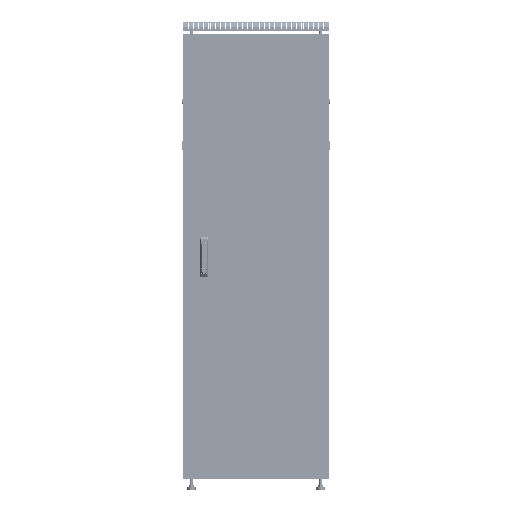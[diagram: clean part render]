
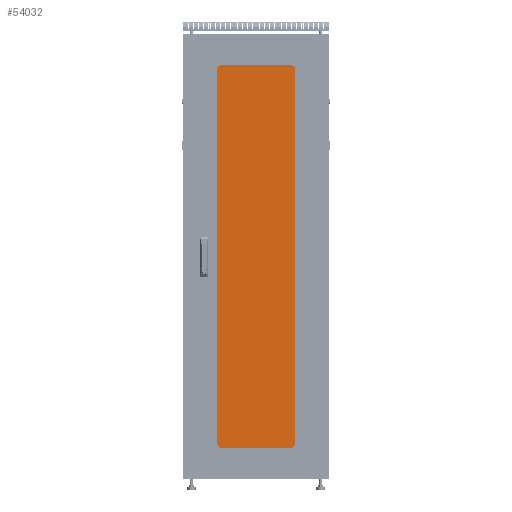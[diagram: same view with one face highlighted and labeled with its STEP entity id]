
A CAD part, top view. The second image highlights one B-rep face of the part: STEP entity #54032.
In plain terms, the highlighted planar face has unit normal (0, 0, 1).
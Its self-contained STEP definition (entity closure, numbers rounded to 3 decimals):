
#4324 = VERTEX_POINT ( 'NONE', #38907 ) ;
#4554 = EDGE_CURVE ( 'NONE', #4324, #37371, #69463, .T. ) ;
#14060 = VECTOR ( 'NONE', #46083, 1000. ) ;
#16180 = CARTESIAN_POINT ( 'NONE',  ( -180., 860.2, 4. ) ) ;
#17903 = ORIENTED_EDGE ( 'NONE', *, *, #84077, .T. ) ;
#22202 = VERTEX_POINT ( 'NONE', #16180 ) ;
#22751 = FACE_OUTER_BOUND ( 'NONE', #95830, .T. ) ;
#23267 = AXIS2_PLACEMENT_3D ( 'NONE', #60461, #79061, #87258 ) ;
#23453 = ORIENTED_EDGE ( 'NONE', *, *, #102386, .T. ) ;
#29636 = VECTOR ( 'NONE', #86612, 1000. ) ;
#32405 = LINE ( 'NONE', #51683, #29636 ) ;
#37057 = DIRECTION ( 'NONE',  ( 0., -1., 0. ) ) ;
#37371 = VERTEX_POINT ( 'NONE', #83152 ) ;
#38907 = CARTESIAN_POINT ( 'NONE',  ( -180., -860.2, 4. ) ) ;
#40047 = DIRECTION ( 'NONE',  ( 1., 0., 0. ) ) ;
#44591 = LINE ( 'NONE', #82887, #14060 ) ;
#46083 = DIRECTION ( 'NONE',  ( 0., 1., 0. ) ) ;
#47176 = VERTEX_POINT ( 'NONE', #77573 ) ;
#48580 = ORIENTED_EDGE ( 'NONE', *, *, #4554, .T. ) ;
#48953 = CARTESIAN_POINT ( 'NONE',  ( 180., -860.2, 4. ) ) ;
#50471 = ORIENTED_EDGE ( 'NONE', *, *, #93052, .T. ) ;
#51683 = CARTESIAN_POINT ( 'NONE',  ( 180., 860.2, 4. ) ) ;
#54032 = ADVANCED_FACE ( 'NONE', ( #22751 ), #96165, .T. ) ;
#60461 = CARTESIAN_POINT ( 'NONE',  ( 0., 0., 4. ) ) ;
#67848 = VECTOR ( 'NONE', #37057, 1000. ) ;
#69463 = LINE ( 'NONE', #48953, #95847 ) ;
#77573 = CARTESIAN_POINT ( 'NONE',  ( 180., 860.2, 4. ) ) ;
#79061 = DIRECTION ( 'NONE',  ( 0., 0., 1. ) ) ;
#82887 = CARTESIAN_POINT ( 'NONE',  ( 180., -860.2, 4. ) ) ;
#83152 = CARTESIAN_POINT ( 'NONE',  ( 180., -860.2, 4. ) ) ;
#84077 = EDGE_CURVE ( 'NONE', #22202, #4324, #99809, .T. ) ;
#86612 = DIRECTION ( 'NONE',  ( -1., 0., 0. ) ) ;
#87258 = DIRECTION ( 'NONE',  ( 1., 0., 0. ) ) ;
#93052 = EDGE_CURVE ( 'NONE', #47176, #22202, #32405, .T. ) ;
#95830 = EDGE_LOOP ( 'NONE', ( #17903, #48580, #23453, #50471 ) ) ;
#95847 = VECTOR ( 'NONE', #40047, 1000. ) ;
#96165 = PLANE ( 'NONE',  #23267 ) ;
#99809 = LINE ( 'NONE', #109617, #67848 ) ;
#102386 = EDGE_CURVE ( 'NONE', #37371, #47176, #44591, .T. ) ;
#109617 = CARTESIAN_POINT ( 'NONE',  ( -180., -860.2, 4. ) ) ;
